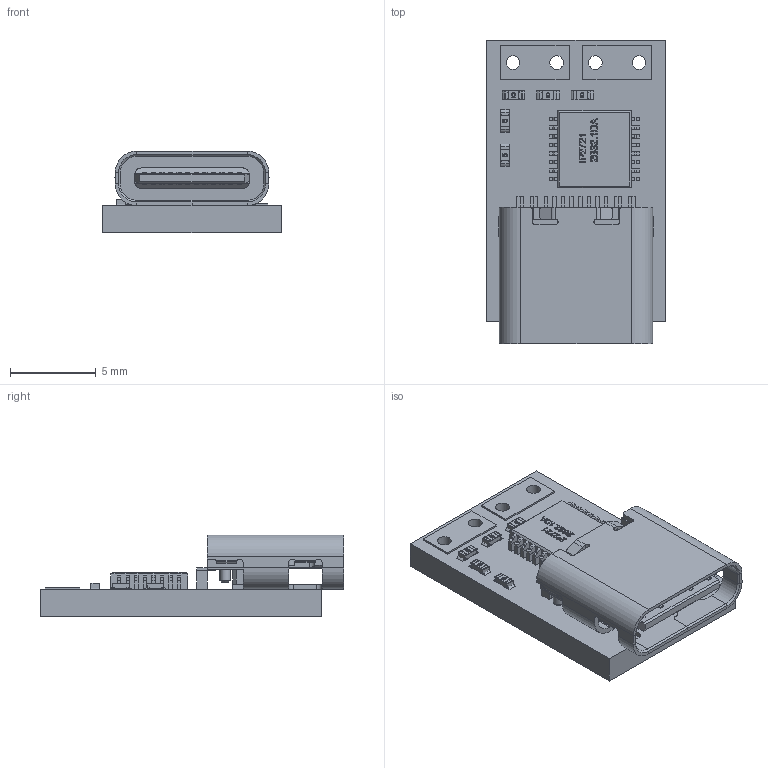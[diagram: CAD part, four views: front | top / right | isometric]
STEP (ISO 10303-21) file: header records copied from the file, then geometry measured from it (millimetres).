
FILE_DESCRIPTION(/* description */ (''),/* implementation_level */ '2;1');
FILE_NAME(/* name */ 'PDC004.step',/* time_stamp */ '2022-11-05T18:10:08+02:00',/* author */ (''),/* organization */ (''),/* preprocessor_version */ 'ST-DEVELOPER v19.2',/* originating_system */ 'Autodesk Translation Framework v11.17.0.187',/* authorisation */ '');
FILE_SCHEMA (('AUTOMOTIVE_DESIGN { 1 0 10303 214 3 1 1 }'));
Length unit declared in the file: millimetre
Products named in the file (10): PDC004; HRO TYPE-C-31-M-14 v1; Shroud; Plastic Body & Connector; Resistor_0402_Ohm v1; Pin1Body; Pin2Body; CeramicBody; CoatingBody; TextBody
Assembly tree (13 placements, depth 3):
  PDC004
    HRO TYPE-C-31-M-14 v1
      Shroud
      Plastic Body & Connector
    Resistor_0402_Ohm v1  x5
      Pin1Body
      Pin2Body
      CeramicBody
      CoatingBody
      TextBody
Bounding box: 10.4 x 17.68 x 4.76 mm (x, y, z)
Volume: 410.6 mm3; surface area: 1049.4 mm2
Topology: 61 solids, 61 shells, 1541 faces, 4061 edges, 2643 vertices
Faces by surface type: plane 1103, bspline 298, cylinder 134, cone 6
Full cylindrical faces by diameter (mm): 0.6 x2, 0.8 x4
Entity records: 39496 total; most frequent: CARTESIAN_POINT 9990, ORIENTED_EDGE 6418, DIRECTION 5113, EDGE_CURVE 3209, LINE 2573, VECTOR 2573, VERTEX_POINT 2075, AXIS2_PLACEMENT_3D 1270
